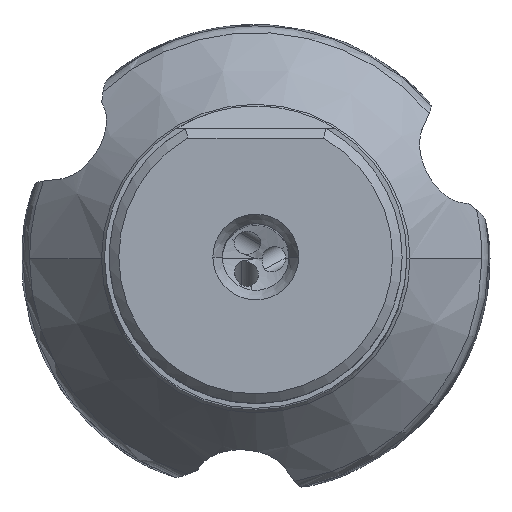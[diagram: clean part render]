
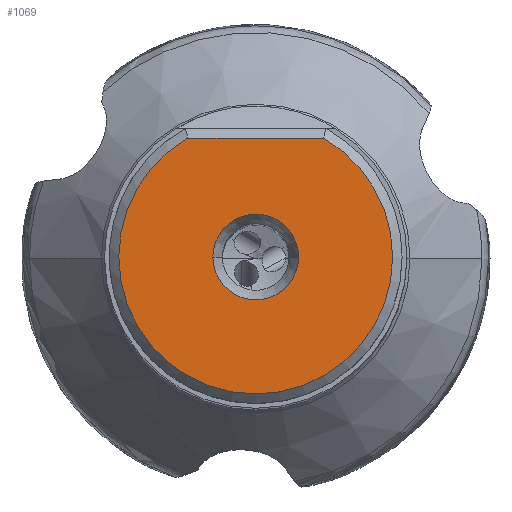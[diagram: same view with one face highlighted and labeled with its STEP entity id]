
A CAD part, top view. The second image highlights one B-rep face of the part: STEP entity #1069.
In plain terms, the highlighted planar face has unit normal (0, 0, 1).
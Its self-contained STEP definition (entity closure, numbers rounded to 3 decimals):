
#234=FACE_BOUND('',#1924,.T.);
#235=FACE_BOUND('',#1925,.T.);
#786=PLANE('',#7700);
#1069=ADVANCED_FACE('',(#234,#235),#786,.T.);
#1924=EDGE_LOOP('',(#2753,#2754,#2755));
#1925=EDGE_LOOP('',(#2756,#2757));
#2373=CIRCLE('',#7695,14.375);
#2374=CIRCLE('',#7696,14.375);
#2375=CIRCLE('',#7698,4.5);
#2376=CIRCLE('',#7699,4.5);
#2753=ORIENTED_EDGE('',*,*,#5852,.F.);
#2754=ORIENTED_EDGE('',*,*,#5851,.F.);
#2755=ORIENTED_EDGE('',*,*,#5845,.F.);
#2756=ORIENTED_EDGE('',*,*,#5853,.F.);
#2757=ORIENTED_EDGE('',*,*,#5854,.F.);
#5070=VERTEX_POINT('',#10368);
#5071=VERTEX_POINT('',#10369);
#5074=VERTEX_POINT('',#10389);
#5075=VERTEX_POINT('',#10393);
#5076=VERTEX_POINT('',#10394);
#5845=EDGE_CURVE('',#5070,#5071,#7005,.T.);
#5851=EDGE_CURVE('',#5071,#5074,#2373,.T.);
#5852=EDGE_CURVE('',#5074,#5070,#2374,.T.);
#5853=EDGE_CURVE('',#5075,#5076,#2375,.T.);
#5854=EDGE_CURVE('',#5076,#5075,#2376,.T.);
#7005=LINE('',#10367,#7270);
#7270=VECTOR('',#8530,1.);
#7695=AXIS2_PLACEMENT_3D('',#10388,#8539,#8540);
#7696=AXIS2_PLACEMENT_3D('',#10390,#8541,#8542);
#7698=AXIS2_PLACEMENT_3D('',#10392,#8545,#8546);
#7699=AXIS2_PLACEMENT_3D('',#10395,#8547,#8548);
#7700=AXIS2_PLACEMENT_3D('',#10396,#8549,#8550);
#8530=DIRECTION('',(1.,0.,0.));
#8539=DIRECTION('',(0.,0.,-1.));
#8540=DIRECTION('',(0.496,0.869,0.));
#8541=DIRECTION('',(0.,0.,-1.));
#8542=DIRECTION('',(0.,-1.,0.));
#8545=DIRECTION('',(0.,0.,1.));
#8546=DIRECTION('',(-1.,0.,0.));
#8547=DIRECTION('',(0.,0.,1.));
#8548=DIRECTION('',(1.,0.,0.));
#8549=DIRECTION('',(0.,0.,1.));
#8550=DIRECTION('',(-1.,0.,0.));
#10367=CARTESIAN_POINT('',(-7.125,12.485,0.));
#10368=CARTESIAN_POINT('',(-7.125,12.485,0.));
#10369=CARTESIAN_POINT('',(7.125,12.485,0.));
#10388=CARTESIAN_POINT('',(0.,0.,0.));
#10389=CARTESIAN_POINT('',(0.,-14.375,0.));
#10390=CARTESIAN_POINT('',(0.,0.,0.));
#10392=CARTESIAN_POINT('',(0.,0.,0.));
#10393=CARTESIAN_POINT('',(-4.5,0.,0.));
#10394=CARTESIAN_POINT('',(4.5,0.,0.));
#10395=CARTESIAN_POINT('',(0.,0.,0.));
#10396=CARTESIAN_POINT('',(0.,-0.945,0.));
